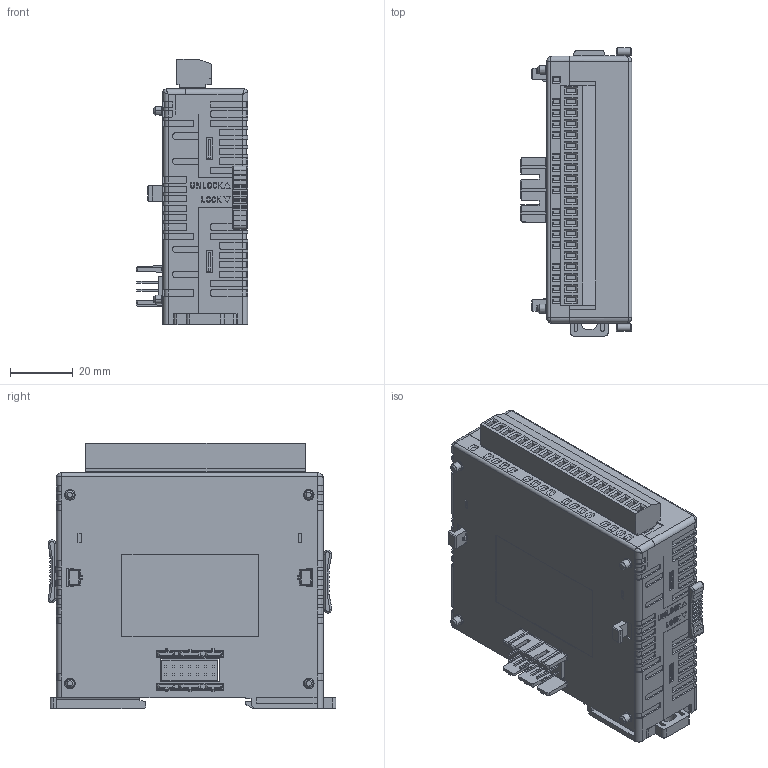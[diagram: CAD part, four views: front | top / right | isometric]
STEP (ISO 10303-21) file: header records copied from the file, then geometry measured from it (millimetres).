
FILE_DESCRIPTION (( 'STEP AP214' ), '1' );
FILE_NAME ('C0-16ND3.STEP', '2011-01-05T17:37:20', ( '.adc' ), ( '' ), 'SwSTEP 2.0', 'SolidWorks 2009', '' );
FILE_SCHEMA (( 'AUTOMOTIVE_DESIGN' ));
Length unit declared in the file: millimetre
Products named in the file (1): C0-16ND3
Bounding box: 35.55 x 91.6 x 84.4 mm (x, y, z)
Volume: 165089.8 mm3; surface area: 33615 mm2
Topology: 1 solids, 23 shells, 3989 faces, 10946 edges, 7190 vertices
Faces by surface type: plane 2836, cylinder 1037, cone 92, torus 16, bspline 4, sphere 4
Entity records: 169735 total; most frequent: CARTESIAN_POINT 22464, ORIENTED_EDGE 21876, DIRECTION 21071, EDGE_CURVE 10938, VECTOR 8669, LINE 8669, VERTEX_POINT 7190, AXIS2_PLACEMENT_3D 6201
